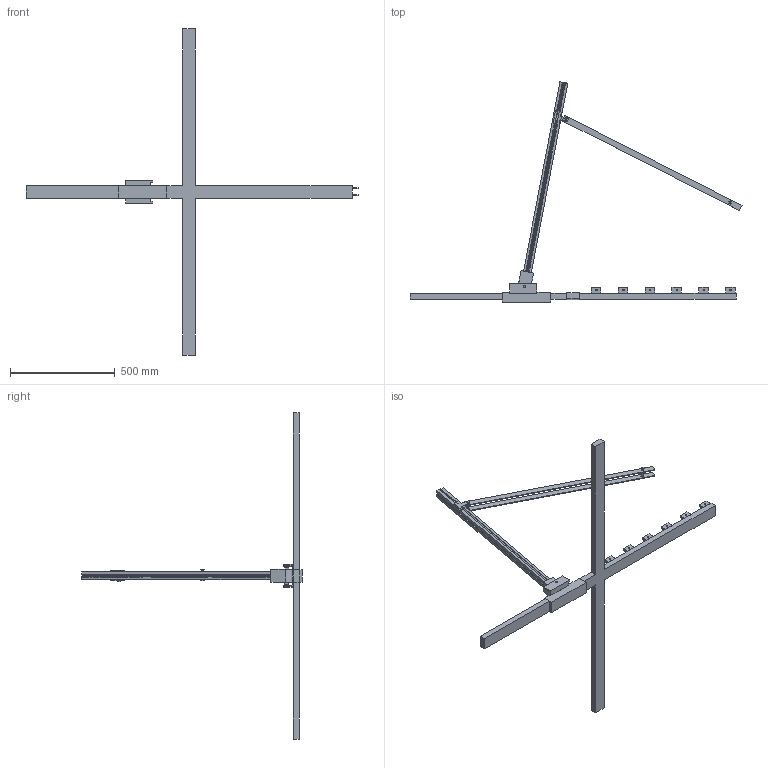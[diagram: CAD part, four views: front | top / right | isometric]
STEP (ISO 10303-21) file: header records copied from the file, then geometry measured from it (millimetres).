
FILE_DESCRIPTION(('FreeCAD Model'),'2;1');
FILE_NAME('Open CASCADE Shape Model','2025-04-26T21:21:08',('FreeCAD'),( 'FreeCAD'),'Open CASCADE STEP processor 7.6','FreeCAD','Unknown');
FILE_SCHEMA(('AUTOMOTIVE_DESIGN { 1 0 10303 214 1 1 1 1 }'));
Length unit declared in the file: millimetre
Products named in the file (1): Open CASCADE STEP translator 7.6 1
Bounding box: 1587.63 x 1053.98 x 1559.88 mm (x, y, z)
Volume: 7326268.1 mm3; surface area: 1092851.2 mm2
Topology: 22 solids, 22 shells, 300 faces, 740 edges, 493 vertices
Faces by surface type: bspline 300
Entity records: 8662 total; most frequent: CARTESIAN_POINT 4038, ORIENTED_EDGE 1480, EDGE_CURVE 740, B_SPLINE_CURVE_WITH_KNOTS 600, VERTEX_POINT 493, FACE_BOUND 361, EDGE_LOOP 361, ADVANCED_FACE 300
